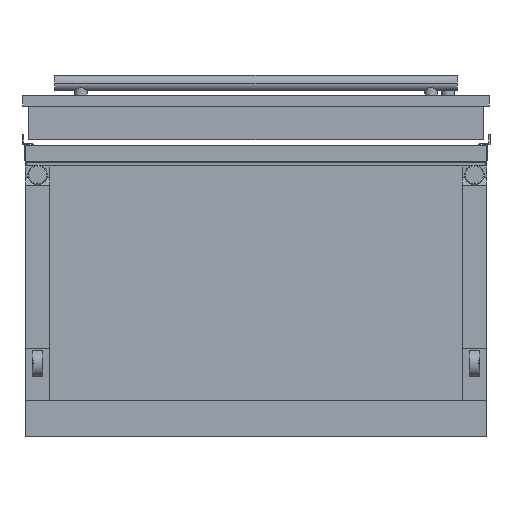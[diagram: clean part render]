
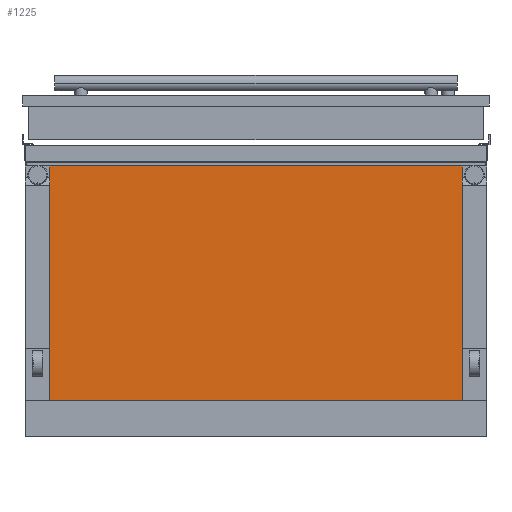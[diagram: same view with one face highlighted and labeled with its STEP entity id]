
A CAD part, front view. The second image highlights one B-rep face of the part: STEP entity #1225.
In plain terms, the highlighted planar face has unit normal (0, -1, 0).
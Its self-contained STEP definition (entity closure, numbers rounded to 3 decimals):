
#299 = CARTESIAN_POINT ( 'NONE',  ( -396., -990.85, 240. ) ) ;
#709 = ORIENTED_EDGE ( 'NONE', *, *, #7249, .T. ) ;
#1225 = ADVANCED_FACE ( 'NONE', ( #6802 ), #10008, .F. ) ;
#1293 = CARTESIAN_POINT ( 'NONE',  ( -396., -990.85, -280. ) ) ;
#1689 = DIRECTION ( 'NONE',  ( 0., 0., 1. ) ) ;
#1694 = ORIENTED_EDGE ( 'NONE', *, *, #9727, .F. ) ;
#1711 = ORIENTED_EDGE ( 'NONE', *, *, #6586, .T. ) ;
#2266 = LINE ( 'NONE', #11766, #8213 ) ;
#2552 = VERTEX_POINT ( 'NONE', #5399 ) ;
#2740 = VERTEX_POINT ( 'NONE', #4532 ) ;
#4276 = DIRECTION ( 'NONE',  ( 1., 0., 0. ) ) ;
#4308 = EDGE_LOOP ( 'NONE', ( #5314, #1711, #709, #1694 ) ) ;
#4532 = CARTESIAN_POINT ( 'NONE',  ( 396., -990.85, 240. ) ) ;
#4777 = VERTEX_POINT ( 'NONE', #6789 ) ;
#5234 = AXIS2_PLACEMENT_3D ( 'NONE', #7238, #10089, #1689 ) ;
#5314 = ORIENTED_EDGE ( 'NONE', *, *, #9203, .F. ) ;
#5364 = VECTOR ( 'NONE', #9495, 1000. ) ;
#5399 = CARTESIAN_POINT ( 'NONE',  ( -396., -990.85, -210.4 ) ) ;
#5904 = DIRECTION ( 'NONE',  ( 1., 0., 0. ) ) ;
#6586 = EDGE_CURVE ( 'NONE', #2552, #4777, #2266, .T. ) ;
#6753 = CARTESIAN_POINT ( 'NONE',  ( 396., -990.85, 240. ) ) ;
#6789 = CARTESIAN_POINT ( 'NONE',  ( 396., -990.85, -210.4 ) ) ;
#6802 = FACE_OUTER_BOUND ( 'NONE', #4308, .T. ) ;
#7234 = DIRECTION ( 'NONE',  ( 0., 0., 1. ) ) ;
#7238 = CARTESIAN_POINT ( 'NONE',  ( 396., -990.85, -280. ) ) ;
#7249 = EDGE_CURVE ( 'NONE', #4777, #2740, #7464, .T. ) ;
#7313 = CARTESIAN_POINT ( 'NONE',  ( 396., -990.85, -280. ) ) ;
#7464 = LINE ( 'NONE', #7313, #9218 ) ;
#8213 = VECTOR ( 'NONE', #4276, 1000. ) ;
#8865 = LINE ( 'NONE', #1293, #5364 ) ;
#9203 = EDGE_CURVE ( 'NONE', #2552, #10754, #8865, .T. ) ;
#9218 = VECTOR ( 'NONE', #7234, 1000. ) ;
#9495 = DIRECTION ( 'NONE',  ( 0., 0., 1. ) ) ;
#9715 = VECTOR ( 'NONE', #5904, 1000. ) ;
#9727 = EDGE_CURVE ( 'NONE', #10754, #2740, #11158, .T. ) ;
#10008 = PLANE ( 'NONE',  #5234 ) ;
#10089 = DIRECTION ( 'NONE',  ( 0., 1., 0. ) ) ;
#10754 = VERTEX_POINT ( 'NONE', #299 ) ;
#11158 = LINE ( 'NONE', #6753, #9715 ) ;
#11766 = CARTESIAN_POINT ( 'NONE',  ( 443., -990.85, -210.4 ) ) ;
